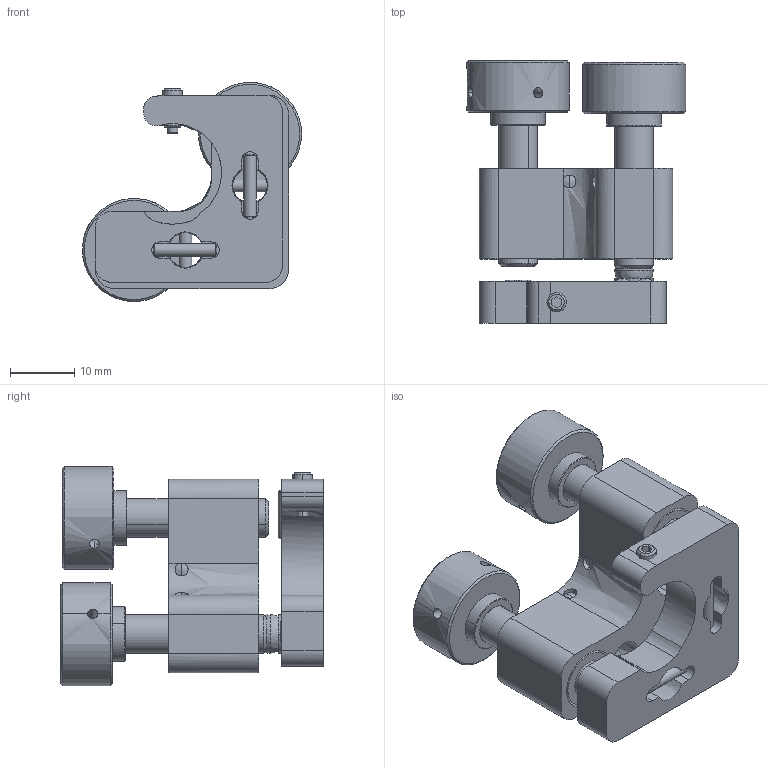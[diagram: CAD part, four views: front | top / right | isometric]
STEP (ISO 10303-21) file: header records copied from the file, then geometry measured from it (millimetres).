
FILE_DESCRIPTION(/* description */ (''),/* implementation_level */ '2;1');
FILE_NAME(/* name */ 'MMS-NRB',/* time_stamp */ '2024-08-07T14:13:04+03:00',/* author */ (''),/* organization */ (''),/* preprocessor_version */ 'ST-DEVELOPER v15',/* originating_system */ '',/* authorisation */ '');
FILE_SCHEMA (('AUTOMOTIVE_DESIGN'));
Length unit declared in the file: millimetre
Products named in the file (1): Document
Bounding box: 33.99 x 40.77 x 34 mm (x, y, z)
Volume: 14065.7 mm3; surface area: 12089.3 mm2
Topology: 20 solids, 20 shells, 655 faces, 1779 edges, 1158 vertices
Faces by surface type: bspline 361, plane 294
Entity records: 22896 total; most frequent: CARTESIAN_POINT 12219, ORIENTED_EDGE 3502, EDGE_CURVE 1751, VERTEX_POINT 1158, B_SPLINE_CURVE_WITH_KNOTS 1077, EDGE_LOOP 723, ADVANCED_FACE 655, FACE_OUTER_BOUND 655
